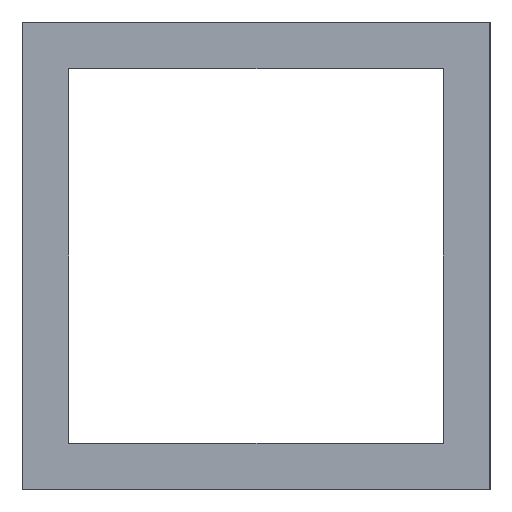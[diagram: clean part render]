
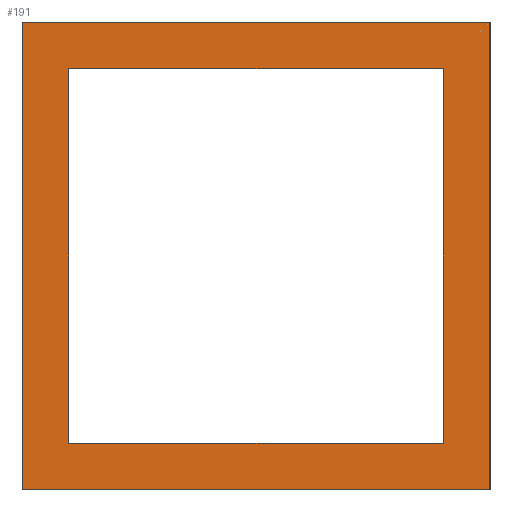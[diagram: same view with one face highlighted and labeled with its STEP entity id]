
A CAD part, left-side view. The second image highlights one B-rep face of the part: STEP entity #191.
In plain terms, the highlighted planar face has unit normal (-1, 0, 0).
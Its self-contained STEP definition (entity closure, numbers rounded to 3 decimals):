
#16=FACE_BOUND('',#35,.T.);
#23=FACE_OUTER_BOUND('',#34,.T.);
#34=EDGE_LOOP('',(#155,#156,#157,#158));
#35=EDGE_LOOP('',(#159,#160,#161,#162));
#40=LINE('',#277,#64);
#46=LINE('',#289,#70);
#48=LINE('',#292,#72);
#49=LINE('',#294,#73);
#57=LINE('',#310,#81);
#58=LINE('',#313,#82);
#59=LINE('',#315,#83);
#60=LINE('',#316,#84);
#64=VECTOR('',#230,10.);
#70=VECTOR('',#238,10.);
#72=VECTOR('',#242,10.);
#73=VECTOR('',#245,10.);
#81=VECTOR('',#257,10.);
#82=VECTOR('',#260,10.);
#83=VECTOR('',#261,10.);
#84=VECTOR('',#262,10.);
#87=VERTEX_POINT('',#273);
#89=VERTEX_POINT('',#276);
#92=VERTEX_POINT('',#283);
#94=VERTEX_POINT('',#287);
#99=VERTEX_POINT('',#306);
#100=VERTEX_POINT('',#308);
#101=VERTEX_POINT('',#312);
#102=VERTEX_POINT('',#314);
#104=EDGE_CURVE('',#89,#87,#40,.T.);
#110=EDGE_CURVE('',#92,#94,#46,.T.);
#112=EDGE_CURVE('',#94,#89,#48,.T.);
#113=EDGE_CURVE('',#87,#92,#49,.T.);
#121=EDGE_CURVE('',#99,#100,#57,.T.);
#122=EDGE_CURVE('',#101,#99,#58,.T.);
#123=EDGE_CURVE('',#102,#100,#59,.T.);
#124=EDGE_CURVE('',#101,#102,#60,.T.);
#155=ORIENTED_EDGE('',*,*,#122,.T.);
#156=ORIENTED_EDGE('',*,*,#121,.T.);
#157=ORIENTED_EDGE('',*,*,#123,.F.);
#158=ORIENTED_EDGE('',*,*,#124,.F.);
#159=ORIENTED_EDGE('',*,*,#110,.T.);
#160=ORIENTED_EDGE('',*,*,#112,.T.);
#161=ORIENTED_EDGE('',*,*,#104,.T.);
#162=ORIENTED_EDGE('',*,*,#113,.T.);
#181=PLANE('',#221);
#191=ADVANCED_FACE('',(#23,#16),#181,.T.);
#221=AXIS2_PLACEMENT_3D('',#311,#258,#259);
#230=DIRECTION('',(0.,-1.,0.));
#238=DIRECTION('',(0.,1.,0.));
#242=DIRECTION('',(0.,0.,1.));
#245=DIRECTION('',(0.,0.,-1.));
#257=DIRECTION('',(0.,1.,0.));
#258=DIRECTION('center_axis',(-1.,0.,0.));
#259=DIRECTION('ref_axis',(0.,0.,1.));
#260=DIRECTION('',(0.,0.,1.));
#261=DIRECTION('',(0.,0.,1.));
#262=DIRECTION('',(0.,1.,0.));
#273=CARTESIAN_POINT('',(-75.,2.,8.));
#276=CARTESIAN_POINT('',(-75.,18.,8.));
#277=CARTESIAN_POINT('',(-75.,0.,8.));
#283=CARTESIAN_POINT('',(-75.,2.,-8.));
#287=CARTESIAN_POINT('',(-75.,18.,-8.));
#289=CARTESIAN_POINT('',(-75.,0.,-8.));
#292=CARTESIAN_POINT('',(-75.,18.,-5.));
#294=CARTESIAN_POINT('',(-75.,2.,-5.));
#306=CARTESIAN_POINT('',(-75.,0.,10.));
#308=CARTESIAN_POINT('',(-75.,20.,10.));
#310=CARTESIAN_POINT('',(-75.,0.,10.));
#311=CARTESIAN_POINT('Origin',(-75.,0.,-10.));
#312=CARTESIAN_POINT('',(-75.,0.,-10.));
#313=CARTESIAN_POINT('',(-75.,0.,-10.));
#314=CARTESIAN_POINT('',(-75.,20.,-10.));
#315=CARTESIAN_POINT('',(-75.,20.,-10.));
#316=CARTESIAN_POINT('',(-75.,0.,-10.));
